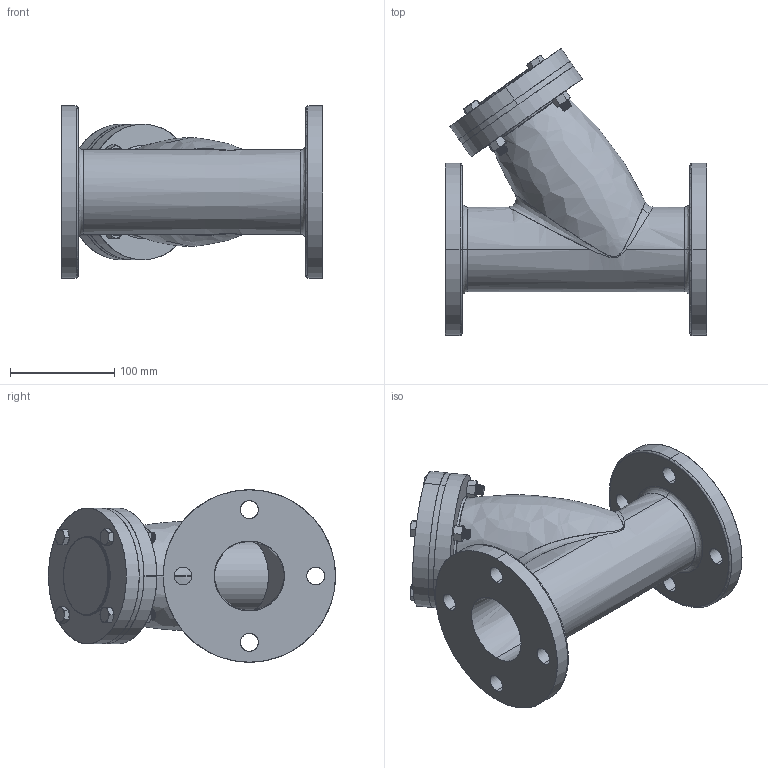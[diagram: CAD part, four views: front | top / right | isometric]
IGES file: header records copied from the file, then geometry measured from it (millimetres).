
Start section: SolidWorks IGES file using analytic representation for surfaces
Global section: file name: ASSEMBLY.IGS; native system: SolidWorks 2014; preprocessor: SolidWorks 2014; author: NP4; date: 141103.105026; units: millimetre
Bounding box: 250 x 274.77 x 165 mm (x, y, z)
Surface area: 429416.1 mm2 (no closed solid volume)
Topology: 0 solids, 0 shells, 1614 faces, 13748 edges, 13748 vertices
Faces by surface type: revolution 1458, bspline 156
